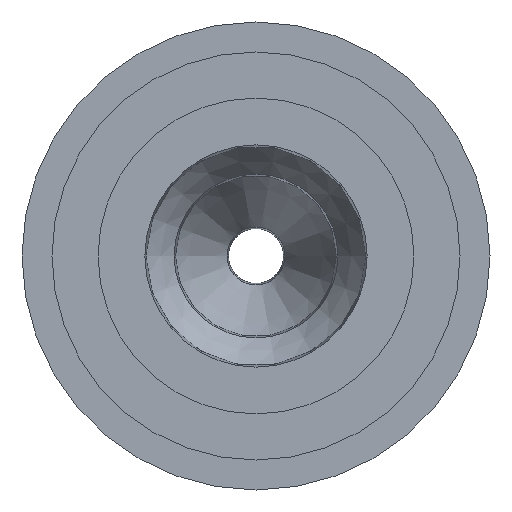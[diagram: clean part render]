
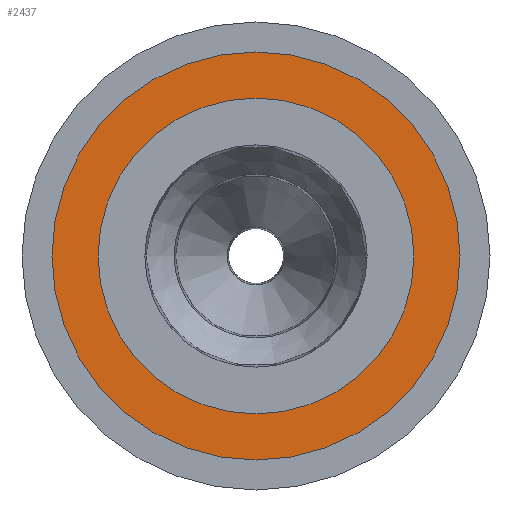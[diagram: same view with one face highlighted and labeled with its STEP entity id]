
A CAD part, front view. The second image highlights one B-rep face of the part: STEP entity #2437.
In plain terms, the highlighted planar face has unit normal (0, -1, 0).
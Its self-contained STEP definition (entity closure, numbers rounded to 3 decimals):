
#493=PLANE('',#2600);
#587=FACE_BOUND('',#819,.T.);
#659=FACE_OUTER_BOUND('',#818,.T.);
#818=EDGE_LOOP('',(#1715));
#819=EDGE_LOOP('',(#1716));
#1043=CIRCLE('',#2595,62.38);
#1045=CIRCLE('',#2598,80.599);
#1120=VERTEX_POINT('',#3503);
#1122=VERTEX_POINT('',#3508);
#1367=EDGE_CURVE('',#1120,#1120,#1043,.T.);
#1369=EDGE_CURVE('',#1122,#1122,#1045,.T.);
#1715=ORIENTED_EDGE('',*,*,#1369,.F.);
#1716=ORIENTED_EDGE('',*,*,#1367,.F.);
#2437=ADVANCED_FACE('',(#659,#587),#493,.F.);
#2595=AXIS2_PLACEMENT_3D('',#3504,#2849,#2850);
#2598=AXIS2_PLACEMENT_3D('',#3509,#2855,#2856);
#2600=AXIS2_PLACEMENT_3D('',#3512,#2859,#2860);
#2849=DIRECTION('center_axis',(0.,-1.,0.));
#2850=DIRECTION('ref_axis',(-1.,0.,0.));
#2855=DIRECTION('center_axis',(0.,1.,0.));
#2856=DIRECTION('ref_axis',(-1.,0.,0.));
#2859=DIRECTION('center_axis',(0.,1.,0.));
#2860=DIRECTION('ref_axis',(0.,0.,1.));
#3503=CARTESIAN_POINT('',(63.312,-21.,0.));
#3504=CARTESIAN_POINT('Origin',(0.932,-21.,0.));
#3508=CARTESIAN_POINT('',(81.53,-21.,0.));
#3509=CARTESIAN_POINT('Origin',(0.932,-21.,0.));
#3512=CARTESIAN_POINT('Origin',(0.932,-21.,0.));
